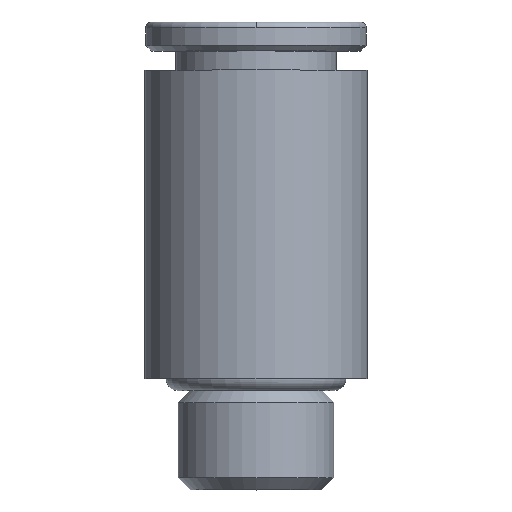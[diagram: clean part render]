
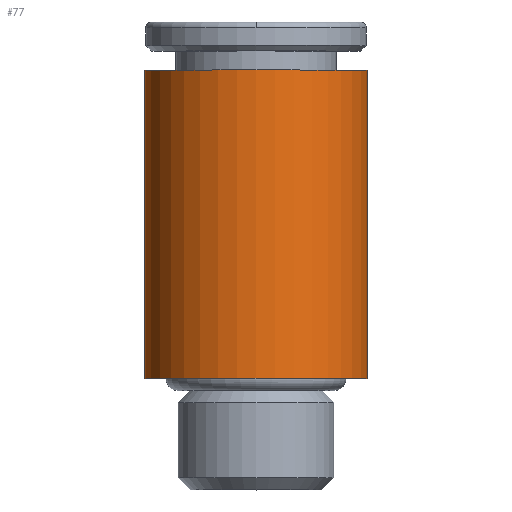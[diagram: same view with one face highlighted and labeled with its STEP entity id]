
A CAD part, top view. The second image highlights one B-rep face of the part: STEP entity #77.
In plain terms, the highlighted cylindrical face has radius 5 mm (diameter 10 mm), a partial arc.
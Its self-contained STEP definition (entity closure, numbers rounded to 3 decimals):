
#77=ADVANCED_FACE('',(#147),#148,.T.);
#147=FACE_OUTER_BOUND('',#221,.T.);
#148=CYLINDRICAL_SURFACE('',#222,5.0);
#221=EDGE_LOOP('',(#460,#461,#462,#463));
#222=AXIS2_PLACEMENT_3D('',#464,#465,#466);
#460=ORIENTED_EDGE('',*,*,#481,.T.);
#461=ORIENTED_EDGE('',*,*,#554,.F.);
#462=ORIENTED_EDGE('',*,*,#483,.T.);
#463=ORIENTED_EDGE('',*,*,#555,.F.);
#464=CARTESIAN_POINT('',(0.0,6.923,0.0));
#465=DIRECTION('',(-0.0,1.0,0.0));
#466=DIRECTION('',(1.0,0.0,0.0));
#481=EDGE_CURVE('',#556,#557,#558,.T.);
#483=EDGE_CURVE('',#561,#559,#562,.T.);
#554=EDGE_CURVE('',#561,#557,#676,.T.);
#555=EDGE_CURVE('',#556,#559,#677,.T.);
#556=VERTEX_POINT('',#678);
#557=VERTEX_POINT('',#679);
#558=LINE('',#680,#681);
#559=VERTEX_POINT('',#682);
#561=VERTEX_POINT('',#684);
#562=LINE('',#685,#686);
#676=CIRCLE('',#834,5.0);
#677=CIRCLE('',#835,5.0);
#678=CARTESIAN_POINT('',(5.0,0.0,0.0));
#679=CARTESIAN_POINT('',(5.0,13.845,0.0));
#680=CARTESIAN_POINT('',(5.0,6.923,0.));
#681=VECTOR('',#836,1.0);
#682=CARTESIAN_POINT('',(-5.0,0.0,0.));
#684=CARTESIAN_POINT('',(-5.0,13.845,0.));
#685=CARTESIAN_POINT('',(-5.0,6.923,0.));
#686=VECTOR('',#840,1.0);
#834=AXIS2_PLACEMENT_3D('',#983,#984,#985);
#835=AXIS2_PLACEMENT_3D('',#986,#987,#988);
#836=DIRECTION('',(0.0,1.0,0.0));
#840=DIRECTION('',(-0.0,-1.0,-0.0));
#983=CARTESIAN_POINT('',(0.0,13.845,0.0));
#984=DIRECTION('',(-0.0,1.0,0.0));
#985=DIRECTION('',(1.0,0.0,0.0));
#986=CARTESIAN_POINT('',(0.0,0.0,0.0));
#987=DIRECTION('',(0.0,-1.0,0.0));
#988=DIRECTION('',(1.0,0.0,0.0));
